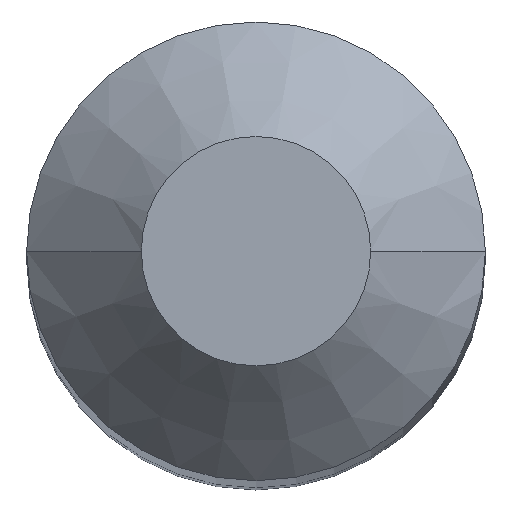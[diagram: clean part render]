
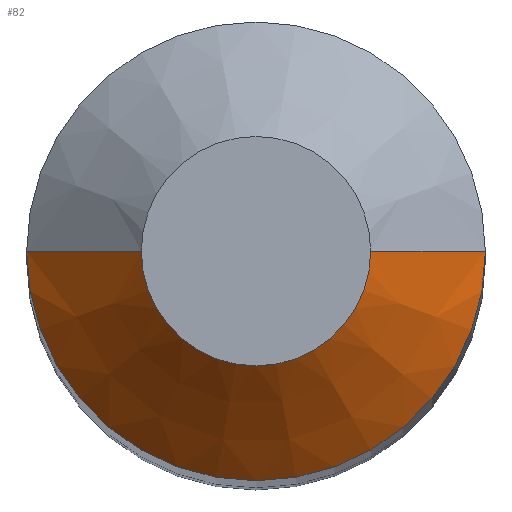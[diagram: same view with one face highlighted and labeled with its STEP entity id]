
A CAD part, top view. The second image highlights one B-rep face of the part: STEP entity #82.
In plain terms, the highlighted conical face has half-angle 45 degrees and reference radius 1.587 mm.
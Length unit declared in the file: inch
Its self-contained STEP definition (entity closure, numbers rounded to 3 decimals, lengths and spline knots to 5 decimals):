
#4 = CARTESIAN_POINT ( 'NONE',  ( 0., 0., 0. ) ) ;
#35 = DIRECTION ( 'NONE',  ( 0., 0., -1. ) ) ;
#41 = CARTESIAN_POINT ( 'NONE',  ( -0.03125, 0., 0. ) ) ;
#45 = DIRECTION ( 'NONE',  ( -0.707, 0., -0.707 ) ) ;
#48 = ORIENTED_EDGE ( 'NONE', *, *, #169, .T. ) ;
#59 = CIRCLE ( 'NONE', #166, 0.0625 ) ;
#61 = CARTESIAN_POINT ( 'NONE',  ( 0.0625, 0., -0.03125 ) ) ;
#82 = ADVANCED_FACE ( 'NONE', ( #92 ), #369, .T. ) ;
#85 = AXIS2_PLACEMENT_3D ( 'NONE', #4, #156, #386 ) ;
#92 = FACE_OUTER_BOUND ( 'NONE', #237, .T. ) ;
#123 = CARTESIAN_POINT ( 'NONE',  ( 0., 0., -0.03125 ) ) ;
#140 = CARTESIAN_POINT ( 'NONE',  ( -0.0625, 0., -0.03125 ) ) ;
#144 = ORIENTED_EDGE ( 'NONE', *, *, #239, .F. ) ;
#145 = VECTOR ( 'NONE', #45, 39.37008 ) ;
#156 = DIRECTION ( 'NONE',  ( 0., 0., 1. ) ) ;
#162 = DIRECTION ( 'NONE',  ( 0., 0., 1. ) ) ;
#166 = AXIS2_PLACEMENT_3D ( 'NONE', #123, #162, #276 ) ;
#169 = EDGE_CURVE ( 'NONE', #377, #366, #59, .T. ) ;
#171 = CARTESIAN_POINT ( 'NONE',  ( 0.03125, 0., 0. ) ) ;
#185 = DIRECTION ( 'NONE',  ( 0.707, 0., -0.707 ) ) ;
#199 = EDGE_CURVE ( 'NONE', #266, #327, #329, .T. ) ;
#237 = EDGE_LOOP ( 'NONE', ( #144, #281, #250, #48 ) ) ;
#239 = EDGE_CURVE ( 'NONE', #327, #366, #328, .T. ) ;
#244 = DIRECTION ( 'NONE',  ( -1., 0., 0. ) ) ;
#250 = ORIENTED_EDGE ( 'NONE', *, *, #358, .T. ) ;
#266 = VERTEX_POINT ( 'NONE', #41 ) ;
#275 = CARTESIAN_POINT ( 'NONE',  ( 0., 0., -0.03125 ) ) ;
#276 = DIRECTION ( 'NONE',  ( 1., 0., 0. ) ) ;
#281 = ORIENTED_EDGE ( 'NONE', *, *, #199, .F. ) ;
#282 = LINE ( 'NONE', #140, #145 ) ;
#314 = CARTESIAN_POINT ( 'NONE',  ( -0.0625, 0., -0.03125 ) ) ;
#327 = VERTEX_POINT ( 'NONE', #171 ) ;
#328 = LINE ( 'NONE', #61, #379 ) ;
#329 = CIRCLE ( 'NONE', #85, 0.03125 ) ;
#337 = CARTESIAN_POINT ( 'NONE',  ( 0.0625, 0., -0.03125 ) ) ;
#358 = EDGE_CURVE ( 'NONE', #266, #377, #282, .T. ) ;
#366 = VERTEX_POINT ( 'NONE', #337 ) ;
#369 = CONICAL_SURFACE ( 'NONE', #384, 0.0625, 0.785 ) ;
#377 = VERTEX_POINT ( 'NONE', #314 ) ;
#379 = VECTOR ( 'NONE', #185, 39.37008 ) ;
#384 = AXIS2_PLACEMENT_3D ( 'NONE', #275, #35, #244 ) ;
#386 = DIRECTION ( 'NONE',  ( 1., 0., 0. ) ) ;
